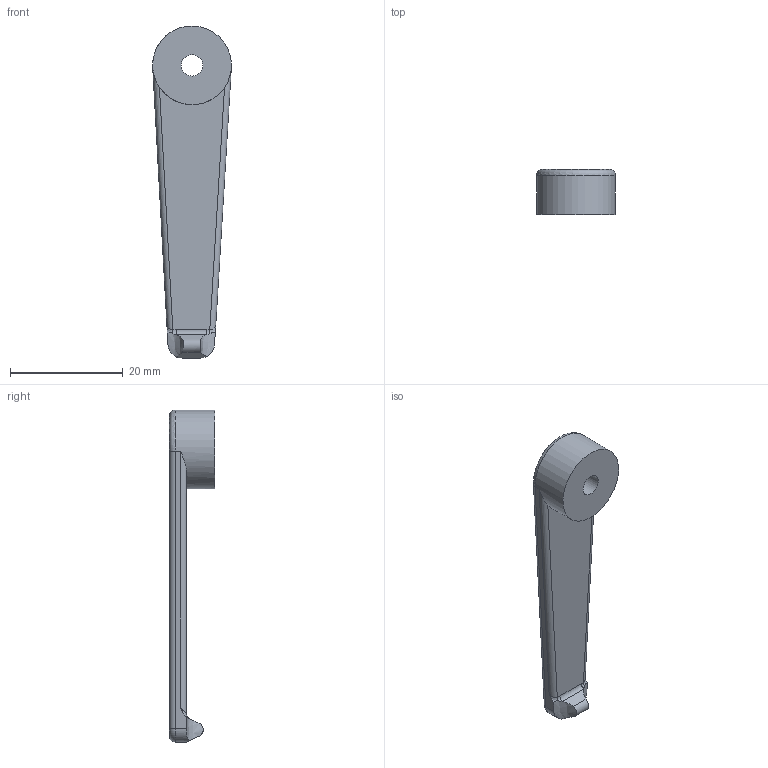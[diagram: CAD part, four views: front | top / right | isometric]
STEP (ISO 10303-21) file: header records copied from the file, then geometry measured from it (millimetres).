
FILE_DESCRIPTION(/* description */ (''),/* implementation_level */ '2;1');
FILE_NAME(/* name */ 'belt clip.step',/* time_stamp */ '2020-09-01T09:25:43-07:00',/* author */ (''),/* organization */ (''),/* preprocessor_version */ 'ST-DEVELOPER v18.1',/* originating_system */ 'Autodesk Translation Framework v9.3.0.1241',/* authorisation */ '');
FILE_SCHEMA (('AUTOMOTIVE_DESIGN { 1 0 10303 214 3 1 1 }'));
Length unit declared in the file: millimetre
Products named in the file (1): belt clip
Bounding box: 13.99 x 8 x 58.99 mm (x, y, z)
Volume: 2566 mm3; surface area: 1934.2 mm2
Topology: 1 solids, 1 shells, 37 faces, 94 edges, 60 vertices
Faces by surface type: plane 17, cylinder 13, bspline 4, torus 3
Full cylindrical faces by diameter (mm): 3.8 x1, 14 x1
Entity records: 1420 total; most frequent: CARTESIAN_POINT 520, ORIENTED_EDGE 188, DIRECTION 167, EDGE_CURVE 94, AXIS2_PLACEMENT_3D 61, VERTEX_POINT 60, LINE 45, VECTOR 45
